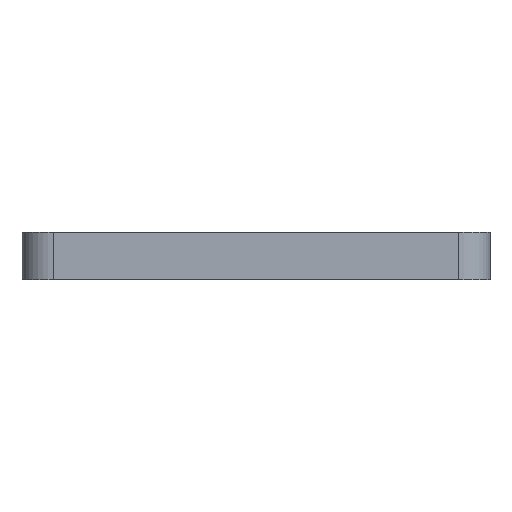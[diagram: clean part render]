
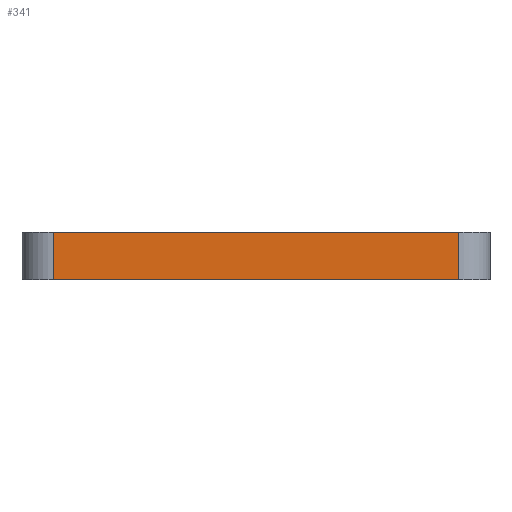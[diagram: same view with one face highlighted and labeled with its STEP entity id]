
A CAD part, left-side view. The second image highlights one B-rep face of the part: STEP entity #341.
In plain terms, the highlighted planar face has unit normal (-1, 0, 0).
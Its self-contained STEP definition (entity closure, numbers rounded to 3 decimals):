
#53=FACE_OUTER_BOUND('',#71,.T.);
#71=EDGE_LOOP('',(#271,#272,#273,#274));
#103=LINE('',#572,#135);
#104=LINE('',#575,#136);
#105=LINE('',#577,#137);
#106=LINE('',#578,#138);
#135=VECTOR('',#469,10.);
#136=VECTOR('',#472,10.);
#137=VECTOR('',#473,10.);
#138=VECTOR('',#474,10.);
#167=VERTEX_POINT('',#568);
#168=VERTEX_POINT('',#570);
#169=VERTEX_POINT('',#574);
#170=VERTEX_POINT('',#576);
#211=EDGE_CURVE('',#167,#168,#103,.T.);
#212=EDGE_CURVE('',#167,#169,#104,.T.);
#213=EDGE_CURVE('',#170,#168,#105,.T.);
#214=EDGE_CURVE('',#169,#170,#106,.T.);
#271=ORIENTED_EDGE('',*,*,#212,.F.);
#272=ORIENTED_EDGE('',*,*,#211,.T.);
#273=ORIENTED_EDGE('',*,*,#213,.F.);
#274=ORIENTED_EDGE('',*,*,#214,.F.);
#325=PLANE('',#385);
#341=ADVANCED_FACE('',(#53),#325,.T.);
#385=AXIS2_PLACEMENT_3D('',#573,#470,#471);
#469=DIRECTION('',(0.,0.,1.));
#470=DIRECTION('center_axis',(-1.,0.,0.));
#471=DIRECTION('ref_axis',(0.,-1.,0.));
#472=DIRECTION('',(0.,1.,0.));
#473=DIRECTION('',(0.,-1.,0.));
#474=DIRECTION('',(0.,0.,1.));
#568=CARTESIAN_POINT('',(-29.4,-12.9,0.));
#570=CARTESIAN_POINT('',(-29.4,-12.9,3.));
#572=CARTESIAN_POINT('',(-29.4,-12.9,0.));
#573=CARTESIAN_POINT('Origin',(-29.4,12.9,0.));
#574=CARTESIAN_POINT('',(-29.4,12.9,0.));
#575=CARTESIAN_POINT('',(-29.4,0.,0.));
#576=CARTESIAN_POINT('',(-29.4,12.9,3.));
#577=CARTESIAN_POINT('',(-29.4,0.,3.));
#578=CARTESIAN_POINT('',(-29.4,12.9,0.));
